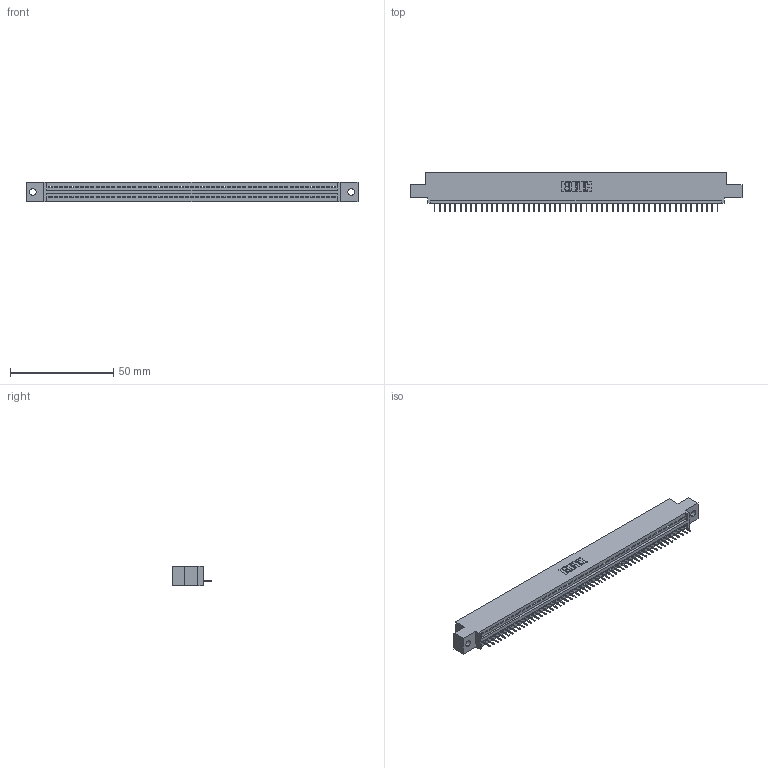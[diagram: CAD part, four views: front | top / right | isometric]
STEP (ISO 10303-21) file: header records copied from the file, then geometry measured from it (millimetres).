
FILE_DESCRIPTION (( 'STEP AP203' ), '1' );
FILE_NAME ('395-055-524-402.STEP', '2019-10-23T19:57:04', ( '' ), ( '' ), 'SwSTEP 2.0', 'SolidWorks 2016', '' );
FILE_SCHEMA (( 'CONFIG_CONTROL_DESIGN' ));
Length unit declared in the file: inch
Products named in the file (3): 395-055-524-402; 345 Part_0.110 Offset - 0.128 Dia; 345-292-001_345-293-124
Assembly tree (56 placements, depth 2):
  395-055-524-402
    345 Part_0.110 Offset - 0.128 Dia
    345-292-001_345-293-124  x55
Bounding box: 160.91 x 19.35 x 9.4 mm (x, y, z)
Volume: 15062.5 mm3; surface area: 19309.1 mm2
Topology: 56 solids, 56 shells, 3540 faces, 10253 edges, 6614 vertices
Faces by surface type: plane 2614, cylinder 926
Entity records: 39853 total; most frequent: CARTESIAN_POINT 6909, ORIENTED_EDGE 6898, DIRECTION 6015, EDGE_CURVE 3449, VECTOR 3101, LINE 3101, VERTEX_POINT 2294, AXIS2_PLACEMENT_3D 1457
